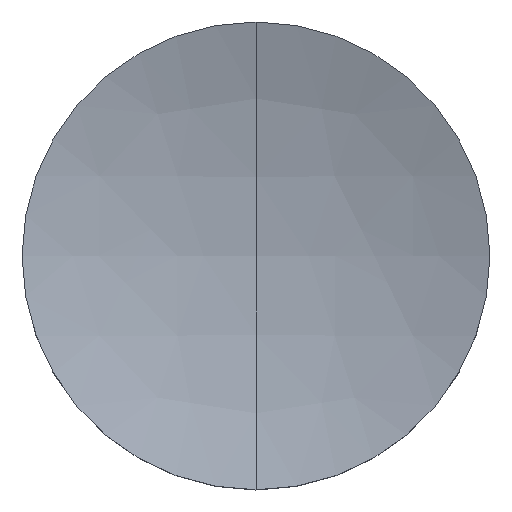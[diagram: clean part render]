
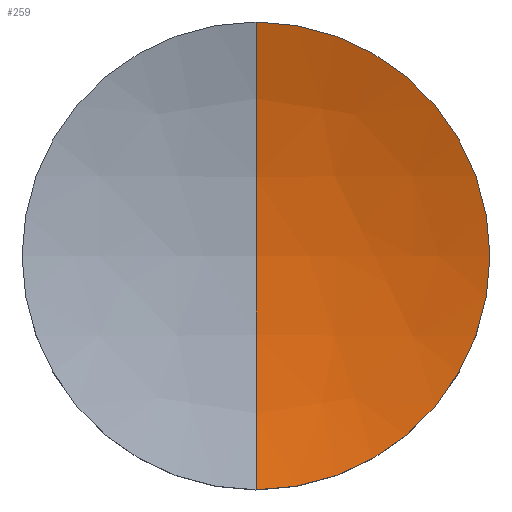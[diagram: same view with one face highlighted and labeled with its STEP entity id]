
A CAD part, top view. The second image highlights one B-rep face of the part: STEP entity #259.
In plain terms, the highlighted free-form (B-spline) face has degree [3, 3] with [4, 4] control points.
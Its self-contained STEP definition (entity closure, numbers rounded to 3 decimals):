
#5 = CARTESIAN_POINT ( 'NONE',  ( 8.779, -4.424, 2.686 ) ) ;
#28 = CARTESIAN_POINT ( 'NONE',  ( 12.16, 12.847, 6.612 ) ) ;
#30 = CARTESIAN_POINT ( 'NONE',  ( 0., -4.424, 2.006 ) ) ;
#36 = EDGE_CURVE ( 'NONE', #118, #89, #98, .T. ) ;
#44 = CARTESIAN_POINT ( 'NONE',  ( 8.221, -12.847, 5.353 ) ) ;
#47 = EDGE_LOOP ( 'NONE', ( #233, #187, #226 ) ) ;
#48 = CARTESIAN_POINT ( 'NONE',  ( 4.135, 12.847, 4.716 ) ) ;
#61 = CIRCLE ( 'NONE', #155, 41.95 ) ;
#67 = CARTESIAN_POINT ( 'NONE',  ( 0., 0., 4.669 ) ) ;
#69 = VERTEX_POINT ( 'NONE', #85 ) ;
#70 = CARTESIAN_POINT ( 'NONE',  ( 0., -12.847, 4.716 ) ) ;
#75 = EDGE_CURVE ( 'NONE', #118, #69, #61, .T. ) ;
#85 = CARTESIAN_POINT ( 'NONE',  ( 0., -12.7, 4.669 ) ) ;
#89 = VERTEX_POINT ( 'NONE', #132 ) ;
#91 = DIRECTION ( 'NONE',  ( 0., 0., -1. ) ) ;
#96 = CARTESIAN_POINT ( 'NONE',  ( 0., 4.424, 2.006 ) ) ;
#98 = CIRCLE ( 'NONE', #262, 12.7 ) ;
#113 = DIRECTION ( 'NONE',  ( 0., 1., 0. ) ) ;
#116 = CARTESIAN_POINT ( 'NONE',  ( 8.779, 4.424, 2.686 ) ) ;
#117 = CARTESIAN_POINT ( 'NONE',  ( 12.16, -12.847, 6.612 ) ) ;
#118 = VERTEX_POINT ( 'NONE', #219 ) ;
#119 = DIRECTION ( 'NONE',  ( 0., 0., -1. ) ) ;
#126 = AXIS2_PLACEMENT_3D ( 'NONE', #67, #119, #273 ) ;
#132 = CARTESIAN_POINT ( 'NONE',  ( 12.7, 0., 4.669 ) ) ;
#135 = CARTESIAN_POINT ( 'NONE',  ( 12.985, -4.424, 4.031 ) ) ;
#152 = CARTESIAN_POINT ( 'NONE',  ( 8.221, 12.847, 5.353 ) ) ;
#155 = AXIS2_PLACEMENT_3D ( 'NONE', #197, #243, #113 ) ;
#156 = CARTESIAN_POINT ( 'NONE',  ( 4.416, -4.424, 2.006 ) ) ;
#177 = CARTESIAN_POINT ( 'NONE',  ( 0., 12.847, 4.716 ) ) ;
#187 = ORIENTED_EDGE ( 'NONE', *, *, #75, .T. ) ;
#192 =( BOUNDED_SURFACE ( )  B_SPLINE_SURFACE ( 3, 3, ( 
 ( #28, #152, #48, #177 ),
 ( #246, #116, #274, #96 ),
 ( #135, #5, #156, #30 ),
 ( #117, #44, #202, #70 ) ),
 .UNSPECIFIED., .F., .F., .F. ) 
 B_SPLINE_SURFACE_WITH_KNOTS ( ( 4, 4 ),
 ( 4, 4 ),
 ( 0., 1. ),
 ( 0., 1. ),
 .UNSPECIFIED. ) 
 GEOMETRIC_REPRESENTATION_ITEM ( )  RATIONAL_B_SPLINE_SURFACE ( (
 ( 1., 0.992, 0.992, 1.),
 ( 0.968, 0.96, 0.96, 0.968),
 ( 0.968, 0.96, 0.96, 0.968),
 ( 1., 0.992, 0.992, 1.) ) ) 
 REPRESENTATION_ITEM ( '' )  SURFACE ( )  );
#194 = CARTESIAN_POINT ( 'NONE',  ( 0., 0., 4.669 ) ) ;
#197 = CARTESIAN_POINT ( 'NONE',  ( 0., 0., 44.65 ) ) ;
#202 = CARTESIAN_POINT ( 'NONE',  ( 4.135, -12.847, 4.716 ) ) ;
#211 = FACE_OUTER_BOUND ( 'NONE', #47, .T. ) ;
#213 = CIRCLE ( 'NONE', #126, 12.7 ) ;
#219 = CARTESIAN_POINT ( 'NONE',  ( 0., 12.7, 4.669 ) ) ;
#226 = ORIENTED_EDGE ( 'NONE', *, *, #234, .F. ) ;
#233 = ORIENTED_EDGE ( 'NONE', *, *, #36, .F. ) ;
#234 = EDGE_CURVE ( 'NONE', #89, #69, #213, .T. ) ;
#243 = DIRECTION ( 'NONE',  ( -1., 0., 0. ) ) ;
#246 = CARTESIAN_POINT ( 'NONE',  ( 12.985, 4.424, 4.031 ) ) ;
#259 = ADVANCED_FACE ( 'NONE', ( #211 ), #192, .F. ) ;
#262 = AXIS2_PLACEMENT_3D ( 'NONE', #194, #91, #295 ) ;
#273 = DIRECTION ( 'NONE',  ( 1., 0., 0. ) ) ;
#274 = CARTESIAN_POINT ( 'NONE',  ( 4.416, 4.424, 2.006 ) ) ;
#295 = DIRECTION ( 'NONE',  ( 1., 0., 0. ) ) ;
